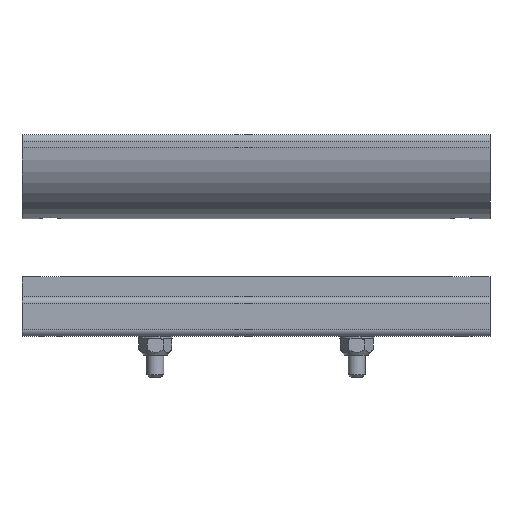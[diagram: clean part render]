
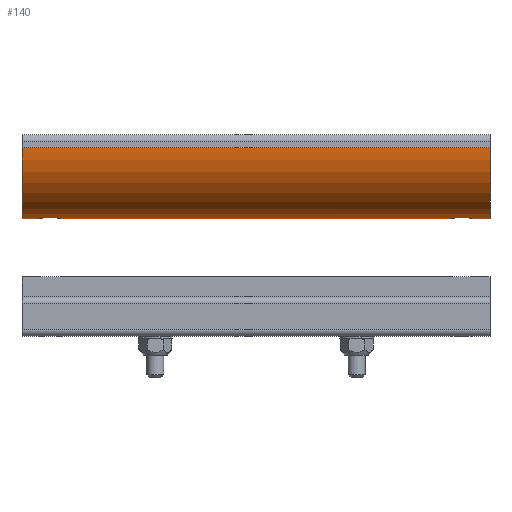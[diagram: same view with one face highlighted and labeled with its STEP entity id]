
A CAD part, left-side view. The second image highlights one B-rep face of the part: STEP entity #140.
In plain terms, the highlighted cylindrical face has radius 25 mm (diameter 50 mm), a partial arc.
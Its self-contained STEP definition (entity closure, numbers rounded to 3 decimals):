
#140=ADVANCED_FACE('',(#2878),#2880,.T.);
#2878=FACE_BOUND('',#2879,.T.);
#2879=EDGE_LOOP('',(#5084,#5085,#5086,#5087,#5088,#5089,#5090,#5091));
#2880=CYLINDRICAL_SURFACE('',#2881,25.);
#2881=AXIS2_PLACEMENT_3D('',#2882,#2883,#2884);
#2882=CARTESIAN_POINT('',(-10.383,-84.264,43.147));
#2883=DIRECTION('',(-0.,1.,-0.));
#2884=DIRECTION('',(0.,0.,-1.));
#5084=ORIENTED_EDGE('',*,*,#6582,.F.);
#5085=ORIENTED_EDGE('',*,*,#6560,.F.);
#5086=ORIENTED_EDGE('',*,*,#6583,.T.);
#5087=ORIENTED_EDGE('',*,*,#6569,.T.);
#5088=ORIENTED_EDGE('',*,*,#6584,.T.);
#5089=ORIENTED_EDGE('',*,*,#6572,.T.);
#5090=ORIENTED_EDGE('',*,*,#6585,.T.);
#5091=ORIENTED_EDGE('',*,*,#6575,.F.);
#6560=EDGE_CURVE('',#7322,#7323,#7324,.T.);
#6569=EDGE_CURVE('',#7336,#7334,#7337,.T.);
#6572=EDGE_CURVE('',#7341,#7339,#7342,.T.);
#6575=EDGE_CURVE('',#7344,#7346,#7347,.T.);
#6582=EDGE_CURVE('',#7323,#7344,#7357,.T.);
#6583=EDGE_CURVE('',#7322,#7336,#7358,.T.);
#6584=EDGE_CURVE('',#7334,#7341,#7359,.T.);
#6585=EDGE_CURVE('',#7339,#7346,#7360,.T.);
#7322=VERTEX_POINT('',#8624);
#7323=VERTEX_POINT('',#8625);
#7324=CIRCLE('',#8626,25.);
#7334=VERTEX_POINT('',#8707);
#7336=VERTEX_POINT('',#8711);
#7337=B_SPLINE_CURVE_WITH_KNOTS('',3,
(#8712,#8713,#8714,#8715,#8716,#8717,#8718,#8719,#8720,#8721,#8722,#8723,#8724,#8725,
#8726,#8727,#8728,#8729,#8730,#8731,#8732,#8733,#8734,#8735,#8736,#8737,#8738,#8739,
#8740),
.UNSPECIFIED.,.F.,.F.,
(4,1,1,1,1,1,1,1,1,1,1,1,1,1,1,1,1,1,1,1,1,1,1,1,1,1,4),
(0.,0.047,0.087,0.124,0.161,0.2,
0.239,0.278,0.317,0.355,0.394,
0.433,0.471,0.509,0.547,0.586,
0.624,0.663,0.701,0.74,0.779,
0.818,0.857,0.895,0.933,0.968,
1.),
.UNSPECIFIED.);
#7339=VERTEX_POINT('',#8744);
#7341=VERTEX_POINT('',#8748);
#7342=B_SPLINE_CURVE_WITH_KNOTS('',3,
(#8749,#8750,#8751,#8752,#8753,#8754,#8755,#8756,#8757,#8758,#8759,#8760,#8761,#8762,
#8763,#8764,#8765,#8766,#8767,#8768,#8769,#8770,#8771,#8772,#8773,#8774,#8775,#8776,
#8777),
.UNSPECIFIED.,.F.,.F.,
(4,1,1,1,1,1,1,1,1,1,1,1,1,1,1,1,1,1,1,1,1,1,1,1,1,1,4),
(0.,0.047,0.087,0.124,0.161,0.2,
0.239,0.278,0.317,0.355,0.394,
0.433,0.471,0.509,0.547,0.586,
0.624,0.663,0.701,0.74,0.779,
0.818,0.857,0.895,0.933,0.968,
1.),
.UNSPECIFIED.);
#7344=VERTEX_POINT('',#8781);
#7346=VERTEX_POINT('',#8785);
#7347=CIRCLE('',#8786,25.);
#7357=LINE('',#8811,#8812);
#7358=LINE('',#8814,#8815);
#7359=LINE('',#8817,#8818);
#7360=LINE('',#8820,#8821);
#8624=CARTESIAN_POINT('',(-10.383,74.736,18.147));
#8625=CARTESIAN_POINT('',(-35.383,74.736,43.147));
#8626=AXIS2_PLACEMENT_3D('',#8627,#8628,#8629);
#8627=CARTESIAN_POINT('',(-10.383,74.736,43.147));
#8628=DIRECTION('',(0.,1.,0.));
#8629=DIRECTION('',(0.,0.,-1.));
#8707=CARTESIAN_POINT('',(-10.383,60.736,18.147));
#8711=CARTESIAN_POINT('',(-10.383,68.736,18.147));
#8712=CARTESIAN_POINT('',(-10.383,68.736,18.147));
#8713=CARTESIAN_POINT('',(-10.585,68.736,18.147));
#8714=CARTESIAN_POINT('',(-10.964,68.71,18.151));
#8715=CARTESIAN_POINT('',(-11.49,68.601,18.17));
#8716=CARTESIAN_POINT('',(-11.961,68.445,18.195));
#8717=CARTESIAN_POINT('',(-12.403,68.24,18.227));
#8718=CARTESIAN_POINT('',(-12.824,67.98,18.265));
#8719=CARTESIAN_POINT('',(-13.213,67.669,18.306));
#8720=CARTESIAN_POINT('',(-13.56,67.315,18.349));
#8721=CARTESIAN_POINT('',(-13.86,66.921,18.389));
#8722=CARTESIAN_POINT('',(-14.107,66.496,18.425));
#8723=CARTESIAN_POINT('',(-14.298,66.047,18.455));
#8724=CARTESIAN_POINT('',(-14.431,65.58,18.477));
#8725=CARTESIAN_POINT('',(-14.506,65.103,18.489));
#8726=CARTESIAN_POINT('',(-14.521,64.621,18.492));
#8727=CARTESIAN_POINT('',(-14.478,64.142,18.484));
#8728=CARTESIAN_POINT('',(-14.376,63.67,18.467));
#8729=CARTESIAN_POINT('',(-14.215,63.213,18.442));
#8730=CARTESIAN_POINT('',(-13.998,62.775,18.409));
#8731=CARTESIAN_POINT('',(-13.727,62.365,18.371));
#8732=CARTESIAN_POINT('',(-13.405,61.988,18.329));
#8733=CARTESIAN_POINT('',(-13.038,61.653,18.287));
#8734=CARTESIAN_POINT('',(-12.631,61.365,18.247));
#8735=CARTESIAN_POINT('',(-12.193,61.127,18.211));
#8736=CARTESIAN_POINT('',(-11.733,60.944,18.182));
#8737=CARTESIAN_POINT('',(-11.268,60.82,18.161));
#8738=CARTESIAN_POINT('',(-10.817,60.751,18.149));
#8739=CARTESIAN_POINT('',(-10.524,60.736,18.147));
#8740=CARTESIAN_POINT('',(-10.383,60.736,18.147));
#8744=CARTESIAN_POINT('',(-10.383,-84.264,18.147));
#8748=CARTESIAN_POINT('',(-10.383,-76.264,18.147));
#8749=CARTESIAN_POINT('',(-10.383,-76.264,18.147));
#8750=CARTESIAN_POINT('',(-10.585,-76.264,18.147));
#8751=CARTESIAN_POINT('',(-10.964,-76.29,18.151));
#8752=CARTESIAN_POINT('',(-11.49,-76.399,18.17));
#8753=CARTESIAN_POINT('',(-11.961,-76.555,18.195));
#8754=CARTESIAN_POINT('',(-12.403,-76.76,18.227));
#8755=CARTESIAN_POINT('',(-12.824,-77.02,18.265));
#8756=CARTESIAN_POINT('',(-13.213,-77.331,18.306));
#8757=CARTESIAN_POINT('',(-13.56,-77.685,18.349));
#8758=CARTESIAN_POINT('',(-13.86,-78.079,18.389));
#8759=CARTESIAN_POINT('',(-14.107,-78.504,18.425));
#8760=CARTESIAN_POINT('',(-14.298,-78.953,18.455));
#8761=CARTESIAN_POINT('',(-14.431,-79.42,18.477));
#8762=CARTESIAN_POINT('',(-14.506,-79.897,18.489));
#8763=CARTESIAN_POINT('',(-14.521,-80.379,18.492));
#8764=CARTESIAN_POINT('',(-14.478,-80.858,18.484));
#8765=CARTESIAN_POINT('',(-14.376,-81.33,18.467));
#8766=CARTESIAN_POINT('',(-14.215,-81.787,18.442));
#8767=CARTESIAN_POINT('',(-13.998,-82.225,18.409));
#8768=CARTESIAN_POINT('',(-13.727,-82.635,18.371));
#8769=CARTESIAN_POINT('',(-13.405,-83.012,18.329));
#8770=CARTESIAN_POINT('',(-13.038,-83.347,18.287));
#8771=CARTESIAN_POINT('',(-12.631,-83.635,18.247));
#8772=CARTESIAN_POINT('',(-12.193,-83.873,18.211));
#8773=CARTESIAN_POINT('',(-11.733,-84.056,18.182));
#8774=CARTESIAN_POINT('',(-11.268,-84.18,18.161));
#8775=CARTESIAN_POINT('',(-10.817,-84.249,18.149));
#8776=CARTESIAN_POINT('',(-10.524,-84.264,18.147));
#8777=CARTESIAN_POINT('',(-10.383,-84.264,18.147));
#8781=CARTESIAN_POINT('',(-35.383,-90.264,43.147));
#8785=CARTESIAN_POINT('',(-10.383,-90.264,18.147));
#8786=AXIS2_PLACEMENT_3D('',#8787,#8788,#8789);
#8787=CARTESIAN_POINT('',(-10.383,-90.264,43.147));
#8788=DIRECTION('',(-0.,-1.,-0.));
#8789=DIRECTION('',(-1.,0.,0.));
#8811=CARTESIAN_POINT('',(-35.383,74.736,43.147));
#8812=VECTOR('',#8813,1.);
#8813=DIRECTION('',(0.,-1.,0.));
#8814=CARTESIAN_POINT('',(-10.383,74.736,18.147));
#8815=VECTOR('',#8816,1.);
#8816=DIRECTION('',(0.,-1.,0.));
#8817=CARTESIAN_POINT('',(-10.383,60.736,18.147));
#8818=VECTOR('',#8819,1.);
#8819=DIRECTION('',(0.,-1.,0.));
#8820=CARTESIAN_POINT('',(-10.383,-84.264,18.147));
#8821=VECTOR('',#8822,1.);
#8822=DIRECTION('',(0.,-1.,0.));
